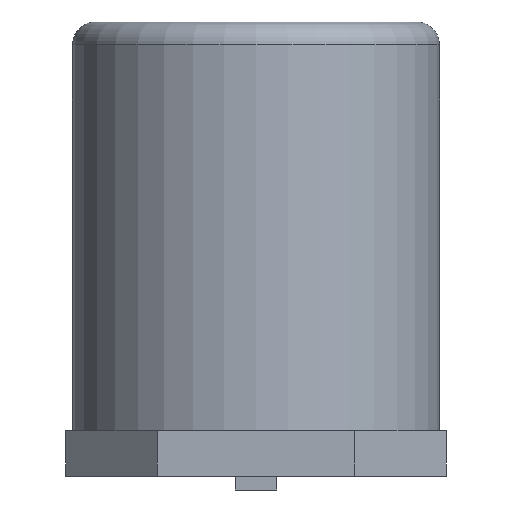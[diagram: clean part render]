
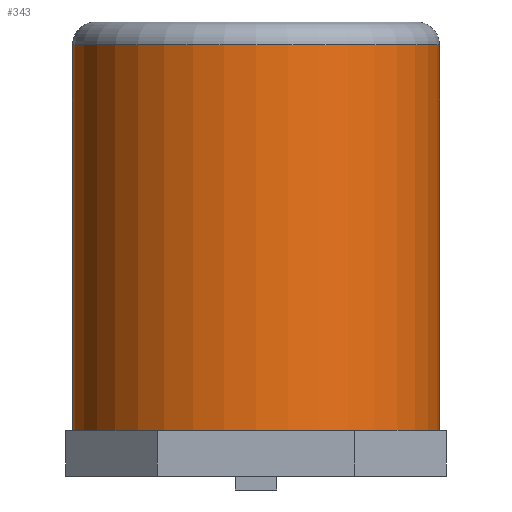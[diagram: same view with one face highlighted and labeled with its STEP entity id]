
A CAD part, front view. The second image highlights one B-rep face of the part: STEP entity #343.
In plain terms, the highlighted cylindrical face has radius 4 mm (diameter 8 mm), a full revolution.
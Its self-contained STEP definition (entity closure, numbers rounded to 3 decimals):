
#343=ADVANCED_FACE('',(#670,#672),#674,.T.);
#670=FACE_OUTER_BOUND('',#671,.T.);
#671=EDGE_LOOP('',(#1010));
#672=FACE_OUTER_BOUND('',#673,.T.);
#673=EDGE_LOOP('',(#1011));
#674=CYLINDRICAL_SURFACE('',#675,4.);
#675=AXIS2_PLACEMENT_3D('',#676,#677,#678);
#676=CARTESIAN_POINT('',(0.,0.,0.));
#677=DIRECTION('',(0.,0.,1.));
#678=DIRECTION('',(1.,0.,0.));
#1010=ORIENTED_EDGE('',*,*,#1207,.F.);
#1011=ORIENTED_EDGE('',*,*,#1208,.F.);
#1207=EDGE_CURVE('',#1416,#1416,#1417,.T.);
#1208=EDGE_CURVE('',#1418,#1418,#1419,.F.);
#1416=VERTEX_POINT('',#1858);
#1417=CIRCLE('',#1859,4.);
#1418=VERTEX_POINT('',#1863);
#1419=CIRCLE('',#1864,4.);
#1858=CARTESIAN_POINT('',(4.,0.,9.4));
#1859=AXIS2_PLACEMENT_3D('',#1860,#1861,#1862);
#1860=CARTESIAN_POINT('',(0.,0.,9.4));
#1861=DIRECTION('',(0.,0.,1.));
#1862=DIRECTION('',(1.,0.,0.));
#1863=CARTESIAN_POINT('',(4.,0.,1.));
#1864=AXIS2_PLACEMENT_3D('',#1865,#1866,#1867);
#1865=CARTESIAN_POINT('',(0.,0.,1.));
#1866=DIRECTION('',(0.,-0.,1.));
#1867=DIRECTION('',(1.,0.,-0.));
